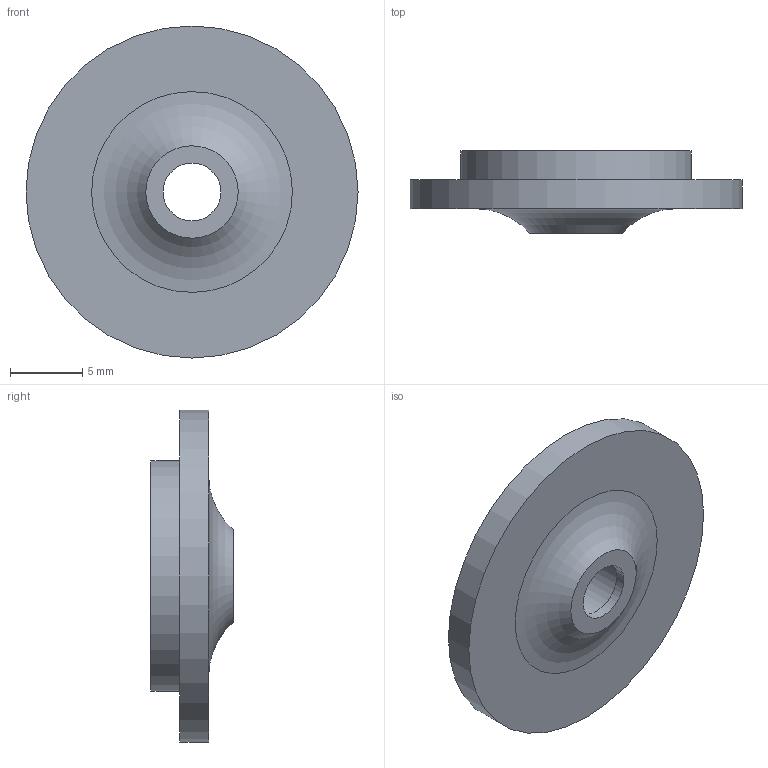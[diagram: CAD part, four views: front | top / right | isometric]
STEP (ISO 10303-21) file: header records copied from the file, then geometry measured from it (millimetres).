
FILE_DESCRIPTION(/* description */ (''),/* implementation_level */ '2;1');
FILE_NAME(/* name */ 'Rotor_v5_DoubleBearing v3.step',/* time_stamp */ '2022-01-11T18:09:22+01:00',/* author */ (''),/* organization */ (''),/* preprocessor_version */ 'ST-DEVELOPER v18.1',/* originating_system */ 'Autodesk Translation Framework v10.10.0.1391',/* authorisation */ '');
FILE_SCHEMA (('AUTOMOTIVE_DESIGN { 1 0 10303 214 3 1 1 }'));
Length unit declared in the file: millimetre
Products named in the file (1): Rotor_v5_DoubleBearing
Bounding box: 23 x 5.7 x 23 mm (x, y, z)
Volume: 785 mm3; surface area: 1368.4 mm2
Topology: 1 solids, 1 shells, 14 faces, 21 edges, 14 vertices
Faces by surface type: plane 7, cylinder 6, torus 1
Full cylindrical faces by diameter (mm): 4 x1, 5 x1, 6.4 x1, 14.6 x1, 16 x1, 23 x1
Entity records: 364 total; most frequent: DIRECTION 66, CARTESIAN_POINT 50, ORIENTED_EDGE 42, AXIS2_PLACEMENT_3D 30, EDGE_LOOP 21, EDGE_CURVE 21, CIRCLE 15, FACE_OUTER_BOUND 14
